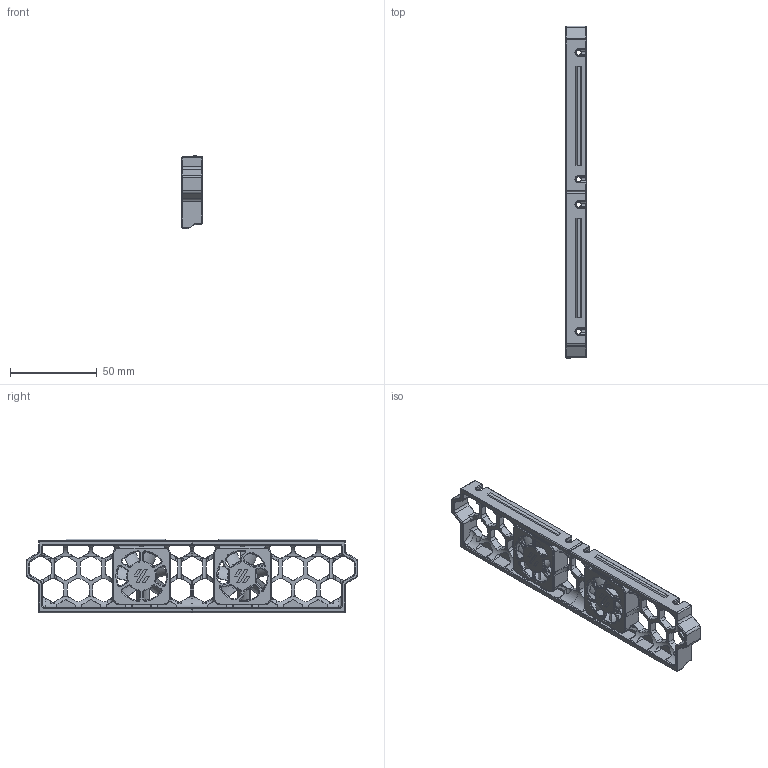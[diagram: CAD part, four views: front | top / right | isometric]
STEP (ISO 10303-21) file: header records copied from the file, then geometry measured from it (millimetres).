
FILE_DESCRIPTION(/* description */ (''),/* implementation_level */ '2;1');
FILE_NAME(/* name */ 'V0.2R1 Fan Side Skirt v2.step',/* time_stamp */ '2024-08-20T00:16:13+01:00',/* author */ (''),/* organization */ (''),/* preprocessor_version */ 'ST-DEVELOPER v20',/* originating_system */ 'Autodesk Translation Framework v13.14.0.145',/* authorisation */ '');
FILE_SCHEMA (('AUTOMOTIVE_DESIGN { 1 0 10303 214 3 1 1 }'));
Products named in the file (11): V0.2R1 Fan Side Skirt; Skirts; Perimeter Skirts; Printed Parts (20); Side Skirts Left; Fan cover 1; Fan cover 2; Fan cover 2 tighter fit; Fan cover 1 tighter fit; 3010 axial fan; 3010 axial fan (1)
Assembly tree (10 placements, depth 5):
  V0.2R1 Fan Side Skirt
    Skirts
      Perimeter Skirts
        Printed Parts (20)
          Side Skirts Left
          Fan cover 1
          Fan cover 2
          Fan cover 2 tighter fit
          Fan cover 1 tighter fit
        3010 axial fan
        3010 axial fan (1)
Bounding box: 12 x 190.93 x 42.1 mm (x, y, z)
Volume: 33668.9 mm3; surface area: 40609.6 mm2
Topology: 8 solids, 8 shells, 1714 faces, 4474 edges, 2764 vertices
Faces by surface type: plane 782, cylinder 518, cone 366, bspline 34, torus 14
Full cylindrical faces by diameter (mm): 3 x4, 3.5 x8, 17 x2, 28.75 x2
Entity records: 54983 total; most frequent: CARTESIAN_POINT 12074, DIRECTION 8966, ORIENTED_EDGE 8948, EDGE_CURVE 4474, AXIS2_PLACEMENT_3D 3106, VERTEX_POINT 2764, LINE 2754, VECTOR 2754
